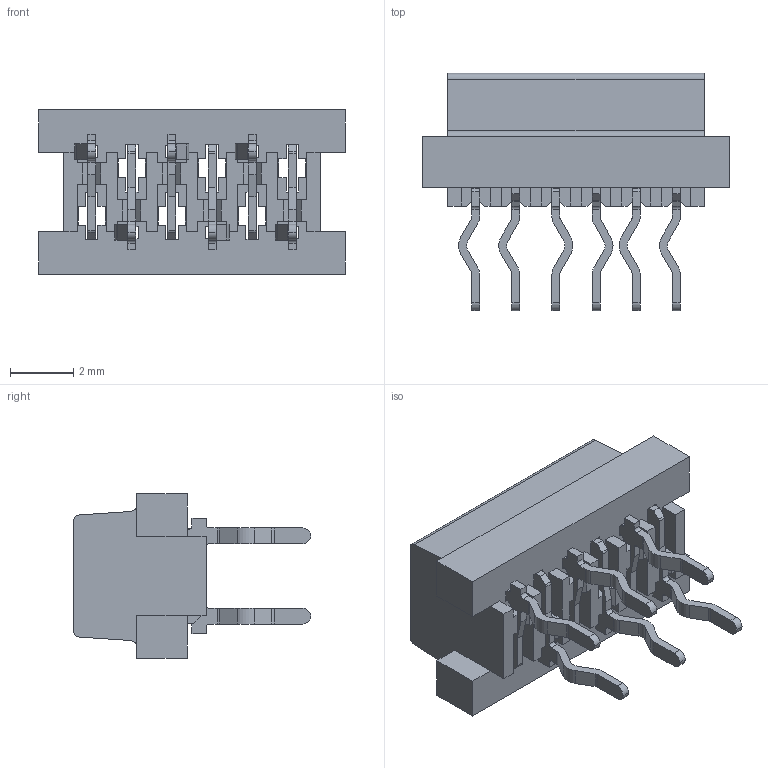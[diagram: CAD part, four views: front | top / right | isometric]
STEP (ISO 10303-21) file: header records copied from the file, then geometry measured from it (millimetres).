
FILE_DESCRIPTION (( 'STEP AP214' ), '1' );
FILE_NAME ('7-215079-6.STEP', '2020-05-25T22:05:49', ( '' ), ( '' ), 'SwSTEP 2.0', 'SolidWorks 2017', '' );
FILE_SCHEMA (( 'AUTOMOTIVE_DESIGN' ));
Length unit declared in the file: millimetre
Products named in the file (1): 7-215079-6
Bounding box: 9.7 x 7.5 x 5.2 mm (x, y, z)
Volume: 129.8 mm3; surface area: 496 mm2
Topology: 7 solids, 7 shells, 649 faces, 1868 edges, 1244 vertices
Faces by surface type: plane 513, cylinder 136
Entity records: 21218 total; most frequent: CARTESIAN_POINT 3762, ORIENTED_EDGE 3736, DIRECTION 3440, EDGE_CURVE 1868, LINE 1596, VECTOR 1596, VERTEX_POINT 1244, AXIS2_PLACEMENT_3D 922
